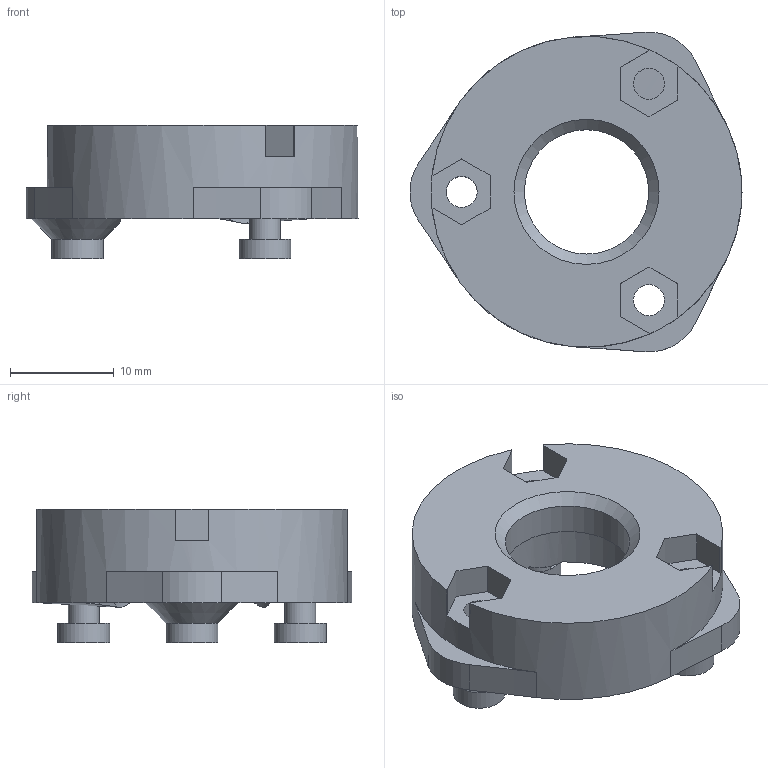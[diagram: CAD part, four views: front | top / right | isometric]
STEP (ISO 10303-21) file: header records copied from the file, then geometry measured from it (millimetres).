
FILE_DESCRIPTION(/* description */ (''),/* implementation_level */ '2;1');
FILE_NAME(/* name */ 'Planet_Carrier.step',/* time_stamp */ '2022-01-11T15:45:37-05:00',/* author */ (''),/* organization */ (''),/* preprocessor_version */ 'ST-DEVELOPER v18.1',/* originating_system */ 'Autodesk Translation Framework v10.10.0.1391',/* authorisation */ '');
FILE_SCHEMA (('AUTOMOTIVE_DESIGN { 1 0 10303 214 3 1 1 }'));
Length unit declared in the file: millimetre
Products named in the file (1): FusionComponent
Bounding box: 32.03 x 30.84 x 12.85 mm (x, y, z)
Volume: 4923.7 mm3; surface area: 3023.1 mm2
Topology: 1 solids, 1 shells, 55 faces, 152 edges, 100 vertices
Faces by surface type: plane 33, cylinder 18, cone 4
Full cylindrical faces by diameter (mm): 3 x3, 5 x3, 12 x1, 16 x1, 30 x1
Entity records: 1840 total; most frequent: CARTESIAN_POINT 336, DIRECTION 317, ORIENTED_EDGE 304, EDGE_CURVE 152, AXIS2_PLACEMENT_3D 113, VERTEX_POINT 100, LINE 91, VECTOR 91
